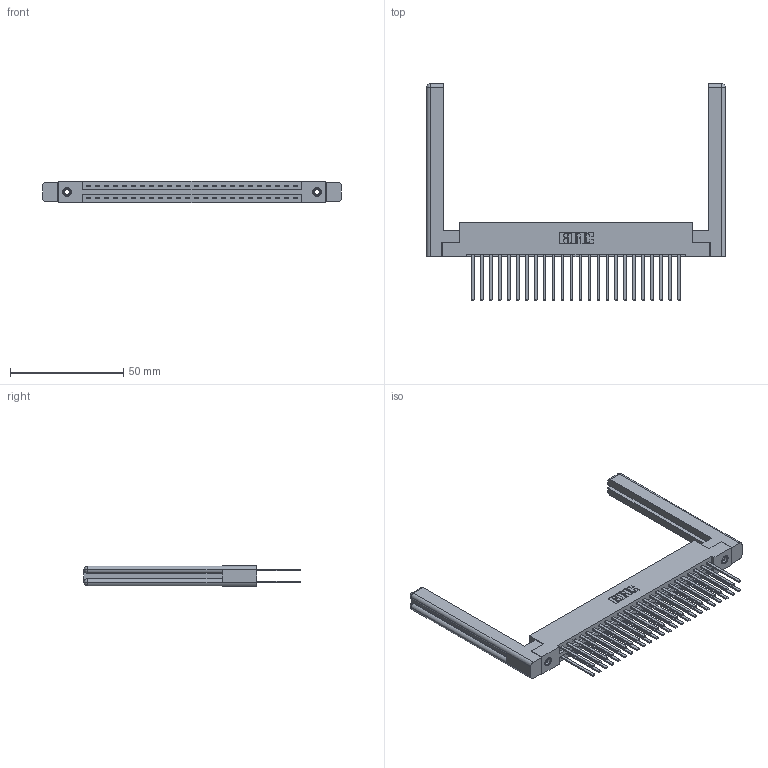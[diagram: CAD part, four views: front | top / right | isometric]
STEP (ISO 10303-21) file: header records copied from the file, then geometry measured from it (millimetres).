
FILE_DESCRIPTION (( 'STEP AP203' ), '1' );
FILE_NAME ('337-048-544-258.STEP', '2019-10-09T15:01:27', ( '' ), ( '' ), 'SwSTEP 2.0', 'SolidWorks 2016', '' );
FILE_SCHEMA (( 'CONFIG_CONTROL_DESIGN' ));
Length unit declared in the file: inch
Products named in the file (5): 337-048-544-258; 345-250-001_345-250-001-102; 307-220-058; 337 Part_Flush Mounting Lugs - 0.156 Dia-TI; 345-292-001_345-293-144
Assembly tree (53 placements, depth 2):
  337-048-544-258
    337 Part_Flush Mounting Lugs - 0.156 Dia-TI
    345-292-001_345-293-144  x48
    345-250-001_345-250-001-102  x2
    307-220-058  x2
Bounding box: 131.72 x 95.38 x 9.4 mm (x, y, z)
Volume: 21457.8 mm3; surface area: 23253.6 mm2
Topology: 53 solids, 53 shells, 2560 faces, 7529 edges, 4942 vertices
Faces by surface type: plane 1786, cylinder 750, cone 12, torus 12
Entity records: 23386 total; most frequent: CARTESIAN_POINT 3961, ORIENTED_EDGE 3836, DIRECTION 3414, EDGE_CURVE 1918, LINE 1746, VECTOR 1746, VERTEX_POINT 1270, AXIS2_PLACEMENT_3D 834
